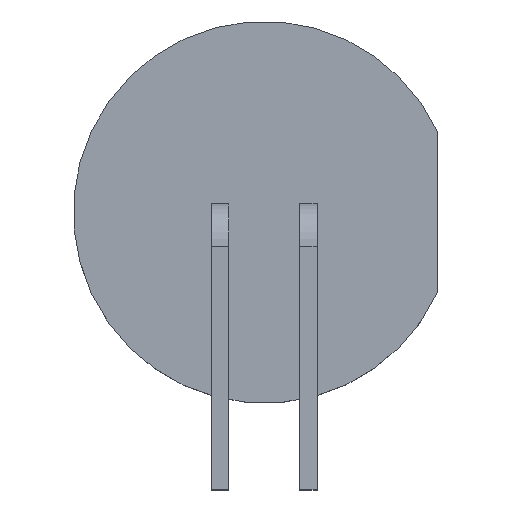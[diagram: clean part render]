
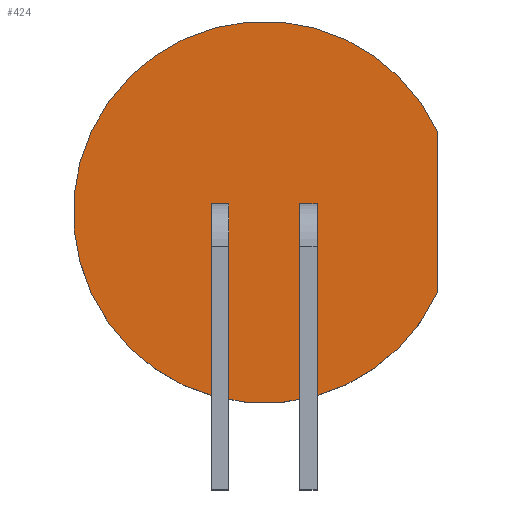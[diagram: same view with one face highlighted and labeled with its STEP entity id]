
A CAD part, top view. The second image highlights one B-rep face of the part: STEP entity #424.
In plain terms, the highlighted planar face has unit normal (0, 0, 1).
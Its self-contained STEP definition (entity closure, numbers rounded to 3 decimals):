
#9 = VERTEX_POINT ( 'NONE', #1095 ) ;
#18 = DIRECTION ( 'NONE',  ( 0., 1., 0. ) ) ;
#84 = LINE ( 'NONE', #108, #1224 ) ;
#91 = EDGE_CURVE ( 'NONE', #623, #104, #786, .T. ) ;
#100 = DIRECTION ( 'NONE',  ( 0., -1., 0. ) ) ;
#104 = VERTEX_POINT ( 'NONE', #1230 ) ;
#108 = CARTESIAN_POINT ( 'NONE',  ( 1.52, 0.25, 0. ) ) ;
#143 = ORIENTED_EDGE ( 'NONE', *, *, #275, .F. ) ;
#161 = EDGE_CURVE ( 'NONE', #1048, #9, #700, .T. ) ;
#172 = CARTESIAN_POINT ( 'NONE',  ( 1.52, -0.25, 0. ) ) ;
#174 = EDGE_LOOP ( 'NONE', ( #342, #228 ) ) ;
#208 = VERTEX_POINT ( 'NONE', #1366 ) ;
#210 = EDGE_CURVE ( 'NONE', #9, #495, #287, .T. ) ;
#215 = CARTESIAN_POINT ( 'NONE',  ( 5., -2.291, 0. ) ) ;
#228 = ORIENTED_EDGE ( 'NONE', *, *, #229, .T. ) ;
#229 = EDGE_CURVE ( 'NONE', #1422, #1399, #1409, .T. ) ;
#238 = DIRECTION ( 'NONE',  ( 0., 1., 0. ) ) ;
#273 = CARTESIAN_POINT ( 'NONE',  ( 0., 0., 0. ) ) ;
#275 = EDGE_CURVE ( 'NONE', #208, #623, #1236, .T. ) ;
#277 = DIRECTION ( 'NONE',  ( 0., 0., 1. ) ) ;
#279 = CARTESIAN_POINT ( 'NONE',  ( 5.5, 0., 0. ) ) ;
#287 = LINE ( 'NONE', #1354, #599 ) ;
#317 = LINE ( 'NONE', #1204, #355 ) ;
#342 = ORIENTED_EDGE ( 'NONE', *, *, #1265, .F. ) ;
#348 = VERTEX_POINT ( 'NONE', #172 ) ;
#355 = VECTOR ( 'NONE', #1220, 1000. ) ;
#424 = ADVANCED_FACE ( 'NONE', ( #1181, #1098, #1058 ), #702, .T. ) ;
#444 = CARTESIAN_POINT ( 'NONE',  ( -1.02, -0.25, 0. ) ) ;
#449 = CARTESIAN_POINT ( 'NONE',  ( -1.52, -0.25, 0. ) ) ;
#471 = ORIENTED_EDGE ( 'NONE', *, *, #930, .F. ) ;
#472 = DIRECTION ( 'NONE',  ( 1., 0., 0. ) ) ;
#488 = DIRECTION ( 'NONE',  ( 1., 0., 0. ) ) ;
#495 = VERTEX_POINT ( 'NONE', #923 ) ;
#496 = EDGE_CURVE ( 'NONE', #104, #348, #754, .T. ) ;
#509 = VECTOR ( 'NONE', #100, 1000. ) ;
#513 = AXIS2_PLACEMENT_3D ( 'NONE', #279, #1266, #1371 ) ;
#516 = DIRECTION ( 'NONE',  ( 0., -1., 0. ) ) ;
#531 = EDGE_LOOP ( 'NONE', ( #998, #791, #1109, #143 ) ) ;
#537 = CARTESIAN_POINT ( 'NONE',  ( 1.02, 0.25, 0. ) ) ;
#584 = ORIENTED_EDGE ( 'NONE', *, *, #161, .F. ) ;
#599 = VECTOR ( 'NONE', #18, 1000. ) ;
#623 = VERTEX_POINT ( 'NONE', #1143 ) ;
#641 = DIRECTION ( 'NONE',  ( 0., -1., 0. ) ) ;
#682 = CARTESIAN_POINT ( 'NONE',  ( 1.02, -0.25, 0. ) ) ;
#683 = VECTOR ( 'NONE', #1126, 1000. ) ;
#697 = EDGE_CURVE ( 'NONE', #348, #208, #84, .T. ) ;
#700 = LINE ( 'NONE', #444, #1359 ) ;
#702 = PLANE ( 'NONE',  #513 ) ;
#716 = AXIS2_PLACEMENT_3D ( 'NONE', #273, #277, #488 ) ;
#722 = EDGE_LOOP ( 'NONE', ( #903, #1330, #584, #471 ) ) ;
#738 = CARTESIAN_POINT ( 'NONE',  ( 5., 2.291, 0. ) ) ;
#750 = EDGE_CURVE ( 'NONE', #495, #1241, #317, .T. ) ;
#753 = CARTESIAN_POINT ( 'NONE',  ( -1.52, 0.25, 0. ) ) ;
#754 = LINE ( 'NONE', #682, #683 ) ;
#786 = LINE ( 'NONE', #537, #1415 ) ;
#791 = ORIENTED_EDGE ( 'NONE', *, *, #496, .F. ) ;
#857 = VECTOR ( 'NONE', #935, 1000. ) ;
#903 = ORIENTED_EDGE ( 'NONE', *, *, #750, .F. ) ;
#923 = CARTESIAN_POINT ( 'NONE',  ( -1.02, 0.25, 0. ) ) ;
#930 = EDGE_CURVE ( 'NONE', #1241, #1048, #1290, .T. ) ;
#935 = DIRECTION ( 'NONE',  ( -1., 0., 0. ) ) ;
#998 = ORIENTED_EDGE ( 'NONE', *, *, #697, .F. ) ;
#1048 = VERTEX_POINT ( 'NONE', #449 ) ;
#1058 = FACE_OUTER_BOUND ( 'NONE', #174, .T. ) ;
#1095 = CARTESIAN_POINT ( 'NONE',  ( -1.02, -0.25, 0. ) ) ;
#1098 = FACE_BOUND ( 'NONE', #531, .T. ) ;
#1109 = ORIENTED_EDGE ( 'NONE', *, *, #91, .F. ) ;
#1126 = DIRECTION ( 'NONE',  ( 1., 0., 0. ) ) ;
#1143 = CARTESIAN_POINT ( 'NONE',  ( 1.02, 0.25, 0. ) ) ;
#1181 = FACE_BOUND ( 'NONE', #722, .T. ) ;
#1204 = CARTESIAN_POINT ( 'NONE',  ( -1.02, 0.25, 0. ) ) ;
#1220 = DIRECTION ( 'NONE',  ( -1., 0., 0. ) ) ;
#1224 = VECTOR ( 'NONE', #238, 1000. ) ;
#1230 = CARTESIAN_POINT ( 'NONE',  ( 1.02, -0.25, 0. ) ) ;
#1236 = LINE ( 'NONE', #1274, #857 ) ;
#1241 = VERTEX_POINT ( 'NONE', #1388 ) ;
#1265 = EDGE_CURVE ( 'NONE', #1422, #1399, #1417, .T. ) ;
#1266 = DIRECTION ( 'NONE',  ( 0., 0., 1. ) ) ;
#1274 = CARTESIAN_POINT ( 'NONE',  ( 1.02, 0.25, 0. ) ) ;
#1290 = LINE ( 'NONE', #753, #509 ) ;
#1303 = CARTESIAN_POINT ( 'NONE',  ( 5., 2.291, 0. ) ) ;
#1330 = ORIENTED_EDGE ( 'NONE', *, *, #210, .F. ) ;
#1354 = CARTESIAN_POINT ( 'NONE',  ( -1.02, 0.25, 0. ) ) ;
#1359 = VECTOR ( 'NONE', #472, 1000. ) ;
#1366 = CARTESIAN_POINT ( 'NONE',  ( 1.52, 0.25, 0. ) ) ;
#1371 = DIRECTION ( 'NONE',  ( 1., 0., 0. ) ) ;
#1373 = VECTOR ( 'NONE', #516, 1000. ) ;
#1388 = CARTESIAN_POINT ( 'NONE',  ( -1.52, 0.25, 0. ) ) ;
#1399 = VERTEX_POINT ( 'NONE', #215 ) ;
#1409 = CIRCLE ( 'NONE', #716, 5.5 ) ;
#1415 = VECTOR ( 'NONE', #641, 1000. ) ;
#1417 = LINE ( 'NONE', #1303, #1373 ) ;
#1422 = VERTEX_POINT ( 'NONE', #738 ) ;
